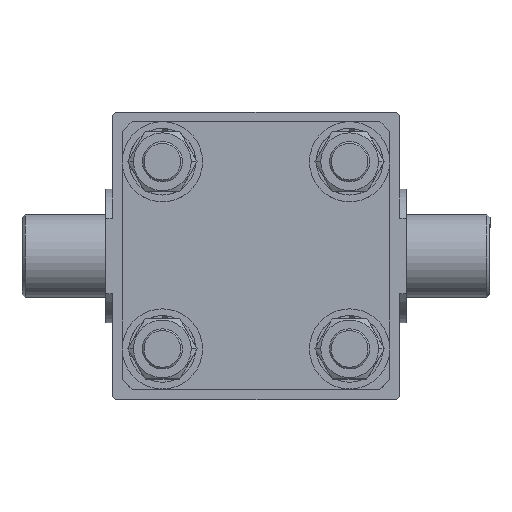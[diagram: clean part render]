
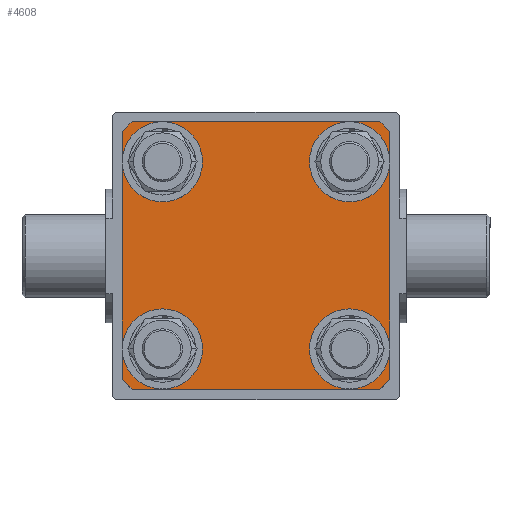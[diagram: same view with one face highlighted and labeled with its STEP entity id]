
A CAD part, top view. The second image highlights one B-rep face of the part: STEP entity #4608.
In plain terms, the highlighted planar face has unit normal (0, 0, 1).
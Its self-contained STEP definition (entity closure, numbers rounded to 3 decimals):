
#136 = AXIS2_PLACEMENT_3D ( 'NONE', #7005, #7006, #7012 ) ;
#303 = AXIS2_PLACEMENT_3D ( 'NONE', #9437, #9438, #9439 ) ;
#305 = AXIS2_PLACEMENT_3D ( 'NONE', #9447, #9448, #9449 ) ;
#307 = AXIS2_PLACEMENT_3D ( 'NONE', #9457, #9458, #9459 ) ;
#309 = AXIS2_PLACEMENT_3D ( 'NONE', #9467, #9468, #9469 ) ;
#407 = AXIS2_PLACEMENT_3D ( 'NONE', #5792, #5793, #5794 ) ;
#408 = AXIS2_PLACEMENT_3D ( 'NONE', #5795, #5796, #5797 ) ;
#409 = AXIS2_PLACEMENT_3D ( 'NONE', #5798, #5799, #5800 ) ;
#410 = AXIS2_PLACEMENT_3D ( 'NONE', #5801, #5802, #5803 ) ;
#411 = AXIS2_PLACEMENT_3D ( 'NONE', #5804, #5805, #5806 ) ;
#412 = AXIS2_PLACEMENT_3D ( 'NONE', #5807, #5808, #5809 ) ;
#413 = AXIS2_PLACEMENT_3D ( 'NONE', #5810, #5811, #5812 ) ;
#414 = AXIS2_PLACEMENT_3D ( 'NONE', #5813, #5814, #5815 ) ;
#769 = CARTESIAN_POINT ( 'NONE',  ( -40., 37.017, 15. ) ) ;
#777 = CARTESIAN_POINT ( 'NONE',  ( -37.017, -40., 15. ) ) ;
#781 = CARTESIAN_POINT ( 'NONE',  ( -40., -37.017, 15. ) ) ;
#791 = CARTESIAN_POINT ( 'NONE',  ( -37.017, 40., 15. ) ) ;
#792 = CARTESIAN_POINT ( 'NONE',  ( 37.017, -40., 15. ) ) ;
#793 = CARTESIAN_POINT ( 'NONE',  ( 40., 37.017, 15. ) ) ;
#798 = CARTESIAN_POINT ( 'NONE',  ( 37.017, 40., 15. ) ) ;
#806 = CARTESIAN_POINT ( 'NONE',  ( 40., -37.017, 15. ) ) ;
#1223 = LINE ( 'NONE', #5504, #1228 ) ;
#1227 = LINE ( 'NONE', #5511, #1234 ) ;
#1228 = VECTOR ( 'NONE', #5512, 1000. ) ;
#1234 = VECTOR ( 'NONE', #5518, 1000. ) ;
#1239 = CIRCLE ( 'NONE', #407, 6.5 ) ;
#1243 = LINE ( 'NONE', #5790, #1247 ) ;
#1244 = LINE ( 'NONE', #5782, #1246 ) ;
#1246 = VECTOR ( 'NONE', #5783, 1000. ) ;
#1247 = VECTOR ( 'NONE', #5791, 1000. ) ;
#1248 = CIRCLE ( 'NONE', #408, 6.5 ) ;
#1249 = CIRCLE ( 'NONE', #409, 6.5 ) ;
#1250 = CIRCLE ( 'NONE', #410, 6.5 ) ;
#1251 = CIRCLE ( 'NONE', #411, 54.5 ) ;
#1252 = CIRCLE ( 'NONE', #412, 54.5 ) ;
#1253 = CIRCLE ( 'NONE', #413, 54.5 ) ;
#1254 = CIRCLE ( 'NONE', #414, 54.5 ) ;
#3139 = ORIENTED_EDGE ( 'NONE', *, *, #7397, .T. ) ;
#3141 = ORIENTED_EDGE ( 'NONE', *, *, #9029, .T. ) ;
#3160 = ORIENTED_EDGE ( 'NONE', *, *, #7393, .T. ) ;
#3195 = ORIENTED_EDGE ( 'NONE', *, *, #9030, .T. ) ;
#3863 = VERTEX_POINT ( 'NONE', #769 ) ;
#3871 = VERTEX_POINT ( 'NONE', #777 ) ;
#3875 = VERTEX_POINT ( 'NONE', #781 ) ;
#3885 = VERTEX_POINT ( 'NONE', #791 ) ;
#3886 = VERTEX_POINT ( 'NONE', #792 ) ;
#3887 = VERTEX_POINT ( 'NONE', #793 ) ;
#3895 = VERTEX_POINT ( 'NONE', #798 ) ;
#3914 = VERTEX_POINT ( 'NONE', #806 ) ;
#4118 = FACE_BOUND ( 'NONE', #4876, .T. ) ;
#4121 = FACE_OUTER_BOUND ( 'NONE', #4879, .T. ) ;
#4122 = FACE_BOUND ( 'NONE', #4878, .T. ) ;
#4124 = FACE_BOUND ( 'NONE', #4877, .T. ) ;
#4125 = FACE_BOUND ( 'NONE', #4882, .T. ) ;
#4394 = CIRCLE ( 'NONE', #303, 6.5 ) ;
#4397 = CIRCLE ( 'NONE', #305, 6.5 ) ;
#4403 = CIRCLE ( 'NONE', #307, 6.5 ) ;
#4409 = CIRCLE ( 'NONE', #309, 6.5 ) ;
#4608 = ADVANCED_FACE ( 'NONE', ( #4122, #4125, #4118, #4124, #4121 ), #7009, .F. ) ;
#4876 = EDGE_LOOP ( 'NONE', ( #7762, #7777 ) ) ;
#4877 = EDGE_LOOP ( 'NONE', ( #7756, #7758 ) ) ;
#4878 = EDGE_LOOP ( 'NONE', ( #3141, #3160 ) ) ;
#4879 = EDGE_LOOP ( 'NONE', ( #7759, #7760, #7761, #7763, #7764, #7765, #7766, #7770 ) ) ;
#4882 = EDGE_LOOP ( 'NONE', ( #3195, #3139 ) ) ;
#5504 = CARTESIAN_POINT ( 'NONE',  ( 40., -40., 15. ) ) ;
#5511 = CARTESIAN_POINT ( 'NONE',  ( -40., 40., 15. ) ) ;
#5512 = DIRECTION ( 'NONE',  ( 0., 1., 0. ) ) ;
#5518 = DIRECTION ( 'NONE',  ( -1., 0., 0. ) ) ;
#5577 = CARTESIAN_POINT ( 'NONE',  ( 21.5, 28., 15. ) ) ;
#5584 = CARTESIAN_POINT ( 'NONE',  ( 34.5, 28., 15. ) ) ;
#5587 = CARTESIAN_POINT ( 'NONE',  ( 21.5, -28., 15. ) ) ;
#5588 = CARTESIAN_POINT ( 'NONE',  ( 34.5, -28., 15. ) ) ;
#5591 = CARTESIAN_POINT ( 'NONE',  ( -34.5, -28., 15. ) ) ;
#5592 = CARTESIAN_POINT ( 'NONE',  ( -21.5, -28., 15. ) ) ;
#5593 = CARTESIAN_POINT ( 'NONE',  ( -34.5, 28., 15. ) ) ;
#5596 = CARTESIAN_POINT ( 'NONE',  ( -21.5, 28., 15. ) ) ;
#5782 = CARTESIAN_POINT ( 'NONE',  ( -40., -40., 15. ) ) ;
#5783 = DIRECTION ( 'NONE',  ( 0., -1., 0. ) ) ;
#5790 = CARTESIAN_POINT ( 'NONE',  ( -40., -40., 15. ) ) ;
#5791 = DIRECTION ( 'NONE',  ( 1., 0., 0. ) ) ;
#5792 = CARTESIAN_POINT ( 'NONE',  ( -28., 28., 15. ) ) ;
#5793 = DIRECTION ( 'NONE',  ( 0., 0., -1. ) ) ;
#5794 = DIRECTION ( 'NONE',  ( -1., 0., 0. ) ) ;
#5795 = CARTESIAN_POINT ( 'NONE',  ( -28., -28., 15. ) ) ;
#5796 = DIRECTION ( 'NONE',  ( 0., 0., -1. ) ) ;
#5797 = DIRECTION ( 'NONE',  ( -1., 0., 0. ) ) ;
#5798 = CARTESIAN_POINT ( 'NONE',  ( 28., -28., 15. ) ) ;
#5799 = DIRECTION ( 'NONE',  ( 0., 0., -1. ) ) ;
#5800 = DIRECTION ( 'NONE',  ( -1., 0., 0. ) ) ;
#5801 = CARTESIAN_POINT ( 'NONE',  ( 28., 28., 15. ) ) ;
#5802 = DIRECTION ( 'NONE',  ( 0., 0., -1. ) ) ;
#5803 = DIRECTION ( 'NONE',  ( -1., 0., 0. ) ) ;
#5804 = CARTESIAN_POINT ( 'NONE',  ( 0., 0., 15. ) ) ;
#5805 = DIRECTION ( 'NONE',  ( 0., 0., 1. ) ) ;
#5806 = DIRECTION ( 'NONE',  ( 1., 0., 0. ) ) ;
#5807 = CARTESIAN_POINT ( 'NONE',  ( 0., 0., 15. ) ) ;
#5808 = DIRECTION ( 'NONE',  ( 0., 0., 1. ) ) ;
#5809 = DIRECTION ( 'NONE',  ( 1., 0., 0. ) ) ;
#5810 = CARTESIAN_POINT ( 'NONE',  ( 0., 0., 15. ) ) ;
#5811 = DIRECTION ( 'NONE',  ( 0., 0., 1. ) ) ;
#5812 = DIRECTION ( 'NONE',  ( 1., 0., 0. ) ) ;
#5813 = CARTESIAN_POINT ( 'NONE',  ( 0., 0., 15. ) ) ;
#5814 = DIRECTION ( 'NONE',  ( 0., 0., 1. ) ) ;
#5815 = DIRECTION ( 'NONE',  ( 1., 0., 0. ) ) ;
#7005 = CARTESIAN_POINT ( 'NONE',  ( 0., 0., 15. ) ) ;
#7006 = DIRECTION ( 'NONE',  ( 0., 0., -1. ) ) ;
#7009 = PLANE ( 'NONE',  #136 ) ;
#7012 = DIRECTION ( 'NONE',  ( -1., 0., 0. ) ) ;
#7393 = EDGE_CURVE ( 'NONE', #7831, #7828, #4394, .T. ) ;
#7397 = EDGE_CURVE ( 'NONE', #7827, #7826, #4397, .T. ) ;
#7401 = EDGE_CURVE ( 'NONE', #7823, #7822, #4403, .T. ) ;
#7405 = EDGE_CURVE ( 'NONE', #7819, #7818, #4409, .T. ) ;
#7608 = EDGE_CURVE ( 'NONE', #3914, #3887, #1223, .T. ) ;
#7611 = EDGE_CURVE ( 'NONE', #3895, #3885, #1227, .T. ) ;
#7756 = ORIENTED_EDGE ( 'NONE', *, *, #9032, .T. ) ;
#7758 = ORIENTED_EDGE ( 'NONE', *, *, #7405, .T. ) ;
#7759 = ORIENTED_EDGE ( 'NONE', *, *, #9033, .T. ) ;
#7760 = ORIENTED_EDGE ( 'NONE', *, *, #9024, .T. ) ;
#7761 = ORIENTED_EDGE ( 'NONE', *, *, #9034, .T. ) ;
#7762 = ORIENTED_EDGE ( 'NONE', *, *, #9031, .T. ) ;
#7763 = ORIENTED_EDGE ( 'NONE', *, *, #9028, .T. ) ;
#7764 = ORIENTED_EDGE ( 'NONE', *, *, #9035, .T. ) ;
#7765 = ORIENTED_EDGE ( 'NONE', *, *, #7608, .T. ) ;
#7766 = ORIENTED_EDGE ( 'NONE', *, *, #9036, .T. ) ;
#7770 = ORIENTED_EDGE ( 'NONE', *, *, #7611, .T. ) ;
#7777 = ORIENTED_EDGE ( 'NONE', *, *, #7401, .T. ) ;
#7818 = VERTEX_POINT ( 'NONE', #5577 ) ;
#7819 = VERTEX_POINT ( 'NONE', #5584 ) ;
#7822 = VERTEX_POINT ( 'NONE', #5587 ) ;
#7823 = VERTEX_POINT ( 'NONE', #5588 ) ;
#7826 = VERTEX_POINT ( 'NONE', #5591 ) ;
#7827 = VERTEX_POINT ( 'NONE', #5592 ) ;
#7828 = VERTEX_POINT ( 'NONE', #5593 ) ;
#7831 = VERTEX_POINT ( 'NONE', #5596 ) ;
#9024 = EDGE_CURVE ( 'NONE', #3863, #3875, #1244, .T. ) ;
#9028 = EDGE_CURVE ( 'NONE', #3871, #3886, #1243, .T. ) ;
#9029 = EDGE_CURVE ( 'NONE', #7828, #7831, #1239, .T. ) ;
#9030 = EDGE_CURVE ( 'NONE', #7826, #7827, #1248, .T. ) ;
#9031 = EDGE_CURVE ( 'NONE', #7822, #7823, #1249, .T. ) ;
#9032 = EDGE_CURVE ( 'NONE', #7818, #7819, #1250, .T. ) ;
#9033 = EDGE_CURVE ( 'NONE', #3885, #3863, #1251, .T. ) ;
#9034 = EDGE_CURVE ( 'NONE', #3875, #3871, #1252, .T. ) ;
#9035 = EDGE_CURVE ( 'NONE', #3886, #3914, #1253, .T. ) ;
#9036 = EDGE_CURVE ( 'NONE', #3887, #3895, #1254, .T. ) ;
#9437 = CARTESIAN_POINT ( 'NONE',  ( -28., 28., 15. ) ) ;
#9438 = DIRECTION ( 'NONE',  ( 0., 0., -1. ) ) ;
#9439 = DIRECTION ( 'NONE',  ( -1., 0., 0. ) ) ;
#9447 = CARTESIAN_POINT ( 'NONE',  ( -28., -28., 15. ) ) ;
#9448 = DIRECTION ( 'NONE',  ( 0., 0., -1. ) ) ;
#9449 = DIRECTION ( 'NONE',  ( -1., 0., 0. ) ) ;
#9457 = CARTESIAN_POINT ( 'NONE',  ( 28., -28., 15. ) ) ;
#9458 = DIRECTION ( 'NONE',  ( 0., 0., -1. ) ) ;
#9459 = DIRECTION ( 'NONE',  ( -1., 0., 0. ) ) ;
#9467 = CARTESIAN_POINT ( 'NONE',  ( 28., 28., 15. ) ) ;
#9468 = DIRECTION ( 'NONE',  ( 0., 0., -1. ) ) ;
#9469 = DIRECTION ( 'NONE',  ( -1., 0., 0. ) ) ;
